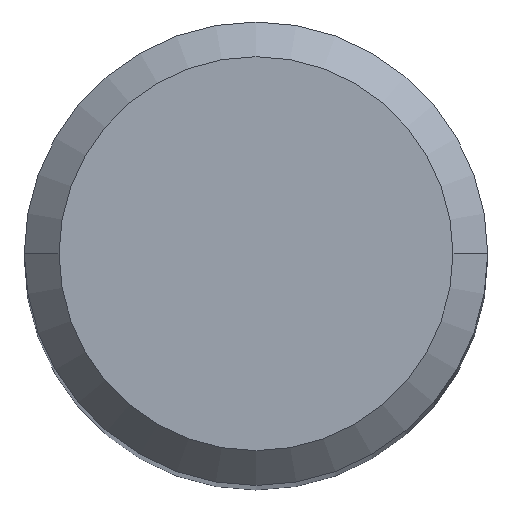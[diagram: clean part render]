
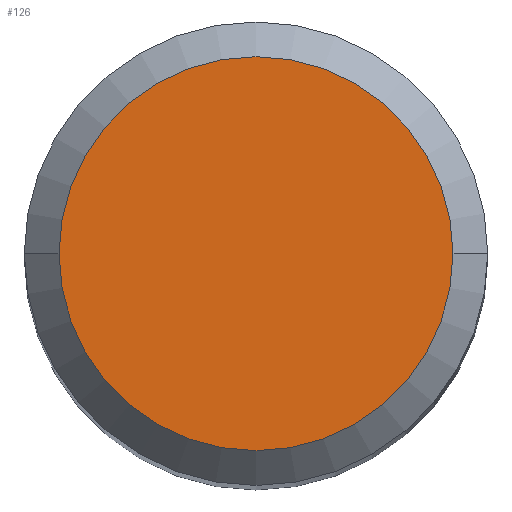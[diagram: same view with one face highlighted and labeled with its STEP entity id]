
A CAD part, top view. The second image highlights one B-rep face of the part: STEP entity #126.
In plain terms, the highlighted planar face has unit normal (0, 0, 1).
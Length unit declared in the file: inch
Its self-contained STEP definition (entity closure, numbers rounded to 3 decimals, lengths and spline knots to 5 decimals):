
#3 = AXIS2_PLACEMENT_3D ( 'NONE', #314, #171, #247 ) ;
#37 = PLANE ( 'NONE',  #339 ) ;
#49 = CARTESIAN_POINT ( 'NONE',  ( 0.10625, 0., 0. ) ) ;
#54 = CARTESIAN_POINT ( 'NONE',  ( 0., 0., 0. ) ) ;
#72 = FACE_OUTER_BOUND ( 'NONE', #441, .T. ) ;
#94 = CIRCLE ( 'NONE', #3, 0.10625 ) ;
#125 = CIRCLE ( 'NONE', #415, 0.10625 ) ;
#126 = ADVANCED_FACE ( 'NONE', ( #72 ), #37, .F. ) ;
#139 = ORIENTED_EDGE ( 'NONE', *, *, #458, .T. ) ;
#146 = ORIENTED_EDGE ( 'NONE', *, *, #266, .T. ) ;
#152 = CARTESIAN_POINT ( 'NONE',  ( -0.10625, 0., 0. ) ) ;
#164 = VERTEX_POINT ( 'NONE', #152 ) ;
#171 = DIRECTION ( 'NONE',  ( 0., 0., 1. ) ) ;
#219 = VERTEX_POINT ( 'NONE', #49 ) ;
#232 = DIRECTION ( 'NONE',  ( -1., 0., 0. ) ) ;
#247 = DIRECTION ( 'NONE',  ( 1., 0., 0. ) ) ;
#256 = DIRECTION ( 'NONE',  ( 1., 0., 0. ) ) ;
#266 = EDGE_CURVE ( 'NONE', #219, #164, #94, .T. ) ;
#270 = DIRECTION ( 'NONE',  ( 0., 0., -1. ) ) ;
#314 = CARTESIAN_POINT ( 'NONE',  ( 0., 0., 0. ) ) ;
#330 = DIRECTION ( 'NONE',  ( 0., 0., 1. ) ) ;
#339 = AXIS2_PLACEMENT_3D ( 'NONE', #54, #270, #232 ) ;
#415 = AXIS2_PLACEMENT_3D ( 'NONE', #446, #330, #256 ) ;
#441 = EDGE_LOOP ( 'NONE', ( #139, #146 ) ) ;
#446 = CARTESIAN_POINT ( 'NONE',  ( 0., 0., 0. ) ) ;
#458 = EDGE_CURVE ( 'NONE', #164, #219, #125, .T. ) ;
